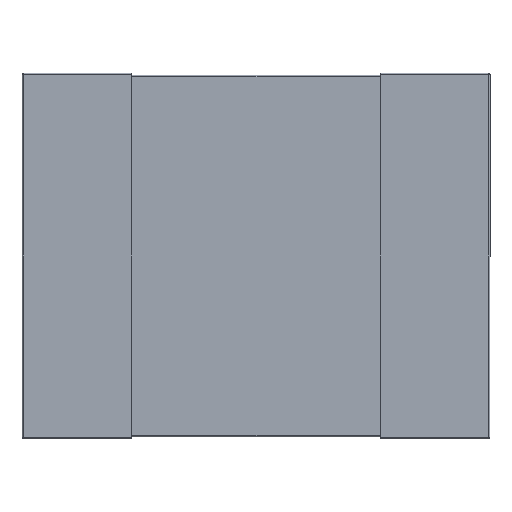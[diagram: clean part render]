
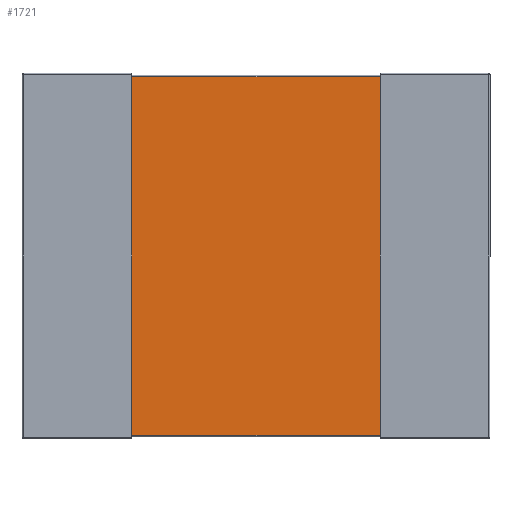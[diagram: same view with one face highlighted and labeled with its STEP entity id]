
A CAD part, front view. The second image highlights one B-rep face of the part: STEP entity #1721.
In plain terms, the highlighted planar face has unit normal (0, -1, 0).
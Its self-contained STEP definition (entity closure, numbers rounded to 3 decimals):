
#32 = ORIENTED_EDGE ( 'NONE', *, *, #1081, .F. ) ;
#70 = LINE ( 'NONE', #1029, #1659 ) ;
#104 = DIRECTION ( 'NONE',  ( 0., 0., 1. ) ) ;
#117 = CARTESIAN_POINT ( 'NONE',  ( 0.75, 0.015, -2.5 ) ) ;
#128 = AXIS2_PLACEMENT_3D ( 'NONE', #144, #1220, #294 ) ;
#144 = CARTESIAN_POINT ( 'NONE',  ( 0.75, 0.015, -2.5 ) ) ;
#265 = CARTESIAN_POINT ( 'NONE',  ( 0.75, 0.015, -2.475 ) ) ;
#287 = VERTEX_POINT ( 'NONE', #1293 ) ;
#294 = DIRECTION ( 'NONE',  ( -1., 0., 0. ) ) ;
#330 = ORIENTED_EDGE ( 'NONE', *, *, #1118, .F. ) ;
#430 = DIRECTION ( 'NONE',  ( 0., 0., -1. ) ) ;
#456 = VERTEX_POINT ( 'NONE', #735 ) ;
#577 = LINE ( 'NONE', #865, #934 ) ;
#605 = LINE ( 'NONE', #265, #1426 ) ;
#663 = EDGE_CURVE ( 'NONE', #456, #287, #70, .T. ) ;
#735 = CARTESIAN_POINT ( 'NONE',  ( 2.45, 0.015, -2.475 ) ) ;
#809 = CARTESIAN_POINT ( 'NONE',  ( 0.75, 0.015, -2.475 ) ) ;
#850 = VERTEX_POINT ( 'NONE', #809 ) ;
#865 = CARTESIAN_POINT ( 'NONE',  ( 0.75, 0.015, -0.025 ) ) ;
#934 = VECTOR ( 'NONE', #1024, 1000. ) ;
#1024 = DIRECTION ( 'NONE',  ( 1., 0., 0. ) ) ;
#1028 = EDGE_LOOP ( 'NONE', ( #330, #1740, #32, #1266 ) ) ;
#1029 = CARTESIAN_POINT ( 'NONE',  ( 2.45, 0.015, -2.5 ) ) ;
#1054 = VERTEX_POINT ( 'NONE', #1801 ) ;
#1062 = FACE_OUTER_BOUND ( 'NONE', #1028, .T. ) ;
#1081 = EDGE_CURVE ( 'NONE', #1054, #287, #577, .T. ) ;
#1118 = EDGE_CURVE ( 'NONE', #456, #850, #605, .T. ) ;
#1191 = EDGE_CURVE ( 'NONE', #1054, #850, #1639, .T. ) ;
#1220 = DIRECTION ( 'NONE',  ( 0., 1., 0. ) ) ;
#1227 = VECTOR ( 'NONE', #430, 1000. ) ;
#1266 = ORIENTED_EDGE ( 'NONE', *, *, #1191, .T. ) ;
#1293 = CARTESIAN_POINT ( 'NONE',  ( 2.45, 0.015, -0.025 ) ) ;
#1346 = DIRECTION ( 'NONE',  ( -1., 0., 0. ) ) ;
#1426 = VECTOR ( 'NONE', #1346, 1000. ) ;
#1525 = PLANE ( 'NONE',  #128 ) ;
#1639 = LINE ( 'NONE', #117, #1227 ) ;
#1659 = VECTOR ( 'NONE', #104, 1000. ) ;
#1721 = ADVANCED_FACE ( 'NONE', ( #1062 ), #1525, .F. ) ;
#1740 = ORIENTED_EDGE ( 'NONE', *, *, #663, .T. ) ;
#1801 = CARTESIAN_POINT ( 'NONE',  ( 0.75, 0.015, -0.025 ) ) ;
